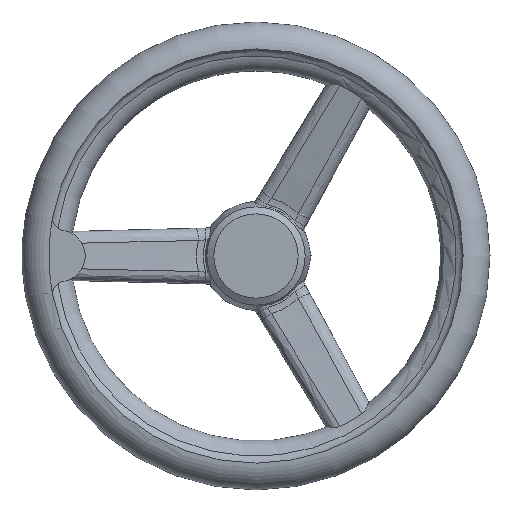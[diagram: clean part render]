
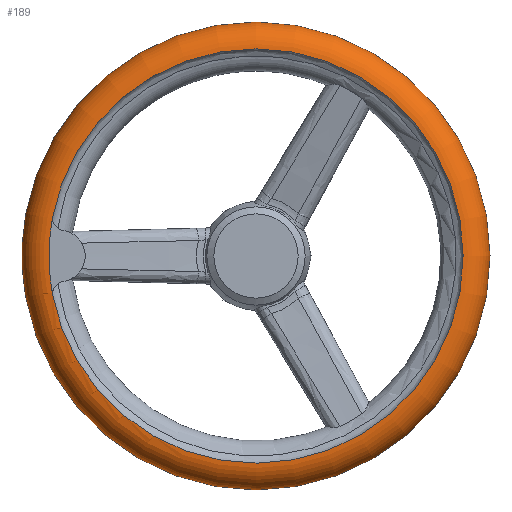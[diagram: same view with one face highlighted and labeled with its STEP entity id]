
A CAD part, left-side view. The second image highlights one B-rep face of the part: STEP entity #189.
In plain terms, the highlighted toroidal (fillet/blend) face has major radius 88.5 mm and minor radius 11.5 mm.
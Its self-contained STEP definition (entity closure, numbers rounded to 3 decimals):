
#189=ADVANCED_FACE('',(#324,#325),#252,.T.);
#252=TOROIDAL_SURFACE('',#1196,88.5,11.5);
#324=FACE_BOUND('',#341,.T.);
#325=FACE_BOUND('',#342,.T.);
#341=EDGE_LOOP('',(#531,#532));
#342=EDGE_LOOP('',(#533));
#426=CIRCLE('',#1193,88.5);
#427=CIRCLE('',#1194,88.5);
#428=CIRCLE('',#1195,88.5);
#531=ORIENTED_EDGE('',*,*,#973,.F.);
#532=ORIENTED_EDGE('',*,*,#974,.F.);
#533=ORIENTED_EDGE('',*,*,#975,.T.);
#861=VERTEX_POINT('',#1878);
#862=VERTEX_POINT('',#1879);
#863=VERTEX_POINT('',#1882);
#973=EDGE_CURVE('',#861,#862,#426,.T.);
#974=EDGE_CURVE('',#862,#861,#427,.T.);
#975=EDGE_CURVE('',#863,#863,#428,.T.);
#1193=AXIS2_PLACEMENT_3D('',#1877,#1310,#1311);
#1194=AXIS2_PLACEMENT_3D('',#1880,#1312,#1313);
#1195=AXIS2_PLACEMENT_3D('',#1881,#1314,#1315);
#1196=AXIS2_PLACEMENT_3D('',#1883,#1316,#1317);
#1310=DIRECTION('',(-1.,0.,0.));
#1311=DIRECTION('',(0.,0.,1.));
#1312=DIRECTION('',(-1.,0.,0.));
#1313=DIRECTION('',(0.,0.,1.));
#1314=DIRECTION('',(-1.,0.,0.));
#1315=DIRECTION('',(0.,0.,1.));
#1316=DIRECTION('',(-1.,0.,0.));
#1317=DIRECTION('',(0.,0.,1.));
#1877=CARTESIAN_POINT('',(474.436,518.932,0.));
#1878=CARTESIAN_POINT('',(474.436,605.974,16.));
#1879=CARTESIAN_POINT('',(474.436,605.974,-16.));
#1880=CARTESIAN_POINT('',(474.436,518.932,0.));
#1881=CARTESIAN_POINT('',(497.436,518.932,0.));
#1882=CARTESIAN_POINT('',(497.436,518.932,88.5));
#1883=CARTESIAN_POINT('',(485.936,518.932,0.));
